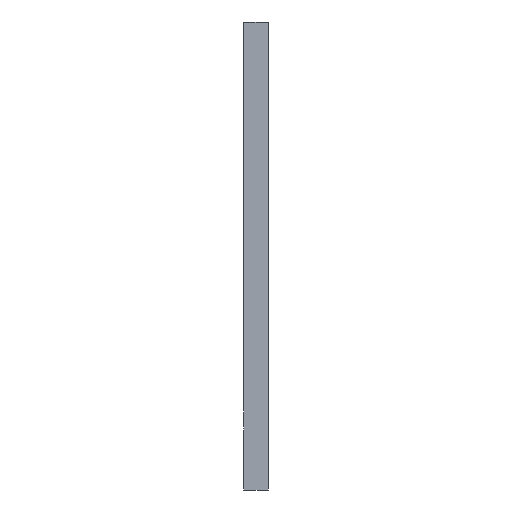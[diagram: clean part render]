
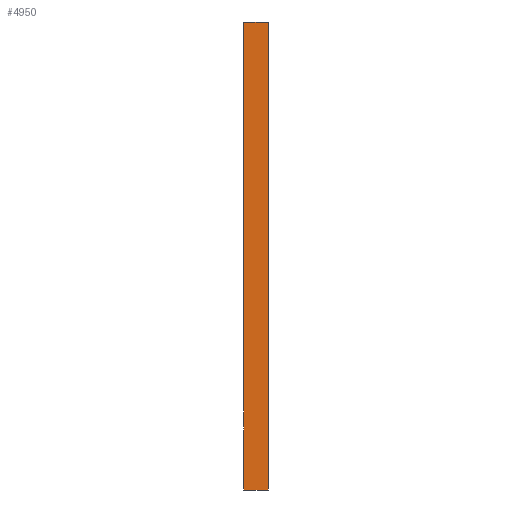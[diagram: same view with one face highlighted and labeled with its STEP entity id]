
A CAD part, front view. The second image highlights one B-rep face of the part: STEP entity #4950.
In plain terms, the highlighted planar face has unit normal (0, -1, 0).
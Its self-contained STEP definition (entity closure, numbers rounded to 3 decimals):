
#833 = EDGE_CURVE ( 'NONE', #974, #4768, #3354, .T. ) ;
#974 = VERTEX_POINT ( 'NONE', #7582 ) ;
#1500 = ORIENTED_EDGE ( 'NONE', *, *, #833, .F. ) ;
#1508 = LINE ( 'NONE', #4174, #2791 ) ;
#1800 = ORIENTED_EDGE ( 'NONE', *, *, #3287, .F. ) ;
#2066 = VECTOR ( 'NONE', #6165, 1000. ) ;
#2081 = CARTESIAN_POINT ( 'NONE',  ( -24., 0., 2.5 ) ) ;
#2326 = CARTESIAN_POINT ( 'NONE',  ( -21.5, 0., 0. ) ) ;
#2697 = FACE_OUTER_BOUND ( 'NONE', #2923, .T. ) ;
#2791 = VECTOR ( 'NONE', #6168, 1000. ) ;
#2923 = EDGE_LOOP ( 'NONE', ( #6704, #4204, #1500, #1800 ) ) ;
#3287 = EDGE_CURVE ( 'NONE', #3366, #974, #7970, .T. ) ;
#3354 = LINE ( 'NONE', #6261, #2066 ) ;
#3366 = VERTEX_POINT ( 'NONE', #7779 ) ;
#3641 = CARTESIAN_POINT ( 'NONE',  ( 0., 0., 0. ) ) ;
#3974 = VERTEX_POINT ( 'NONE', #6681 ) ;
#4174 = CARTESIAN_POINT ( 'NONE',  ( 24., 0., 2.5 ) ) ;
#4204 = ORIENTED_EDGE ( 'NONE', *, *, #6384, .F. ) ;
#4768 = VERTEX_POINT ( 'NONE', #2081 ) ;
#4841 = AXIS2_PLACEMENT_3D ( 'NONE', #3641, #4979, #7816 ) ;
#4950 = ADVANCED_FACE ( 'NONE', ( #2697 ), #8445, .T. ) ;
#4979 = DIRECTION ( 'NONE',  ( 0., -1., 0. ) ) ;
#5550 = CARTESIAN_POINT ( 'NONE',  ( -21.5, 0., -45.5 ) ) ;
#6165 = DIRECTION ( 'NONE',  ( 0., 0., 1. ) ) ;
#6168 = DIRECTION ( 'NONE',  ( 1., 0., 0. ) ) ;
#6236 = DIRECTION ( 'NONE',  ( -1., 0., 0. ) ) ;
#6261 = CARTESIAN_POINT ( 'NONE',  ( -24., 0., -45.5 ) ) ;
#6384 = EDGE_CURVE ( 'NONE', #4768, #3974, #1508, .T. ) ;
#6681 = CARTESIAN_POINT ( 'NONE',  ( -21.5, 0., 2.5 ) ) ;
#6704 = ORIENTED_EDGE ( 'NONE', *, *, #6973, .F. ) ;
#6973 = EDGE_CURVE ( 'NONE', #3974, #3366, #8879, .T. ) ;
#7582 = CARTESIAN_POINT ( 'NONE',  ( -24., 0., -45.5 ) ) ;
#7779 = CARTESIAN_POINT ( 'NONE',  ( -21.5, 0., -45.5 ) ) ;
#7816 = DIRECTION ( 'NONE',  ( 0., 0., -1. ) ) ;
#7873 = VECTOR ( 'NONE', #6236, 1000. ) ;
#7909 = DIRECTION ( 'NONE',  ( 0., 0., -1. ) ) ;
#7970 = LINE ( 'NONE', #5550, #7873 ) ;
#8443 = VECTOR ( 'NONE', #7909, 1000. ) ;
#8445 = PLANE ( 'NONE',  #4841 ) ;
#8879 = LINE ( 'NONE', #2326, #8443 ) ;
